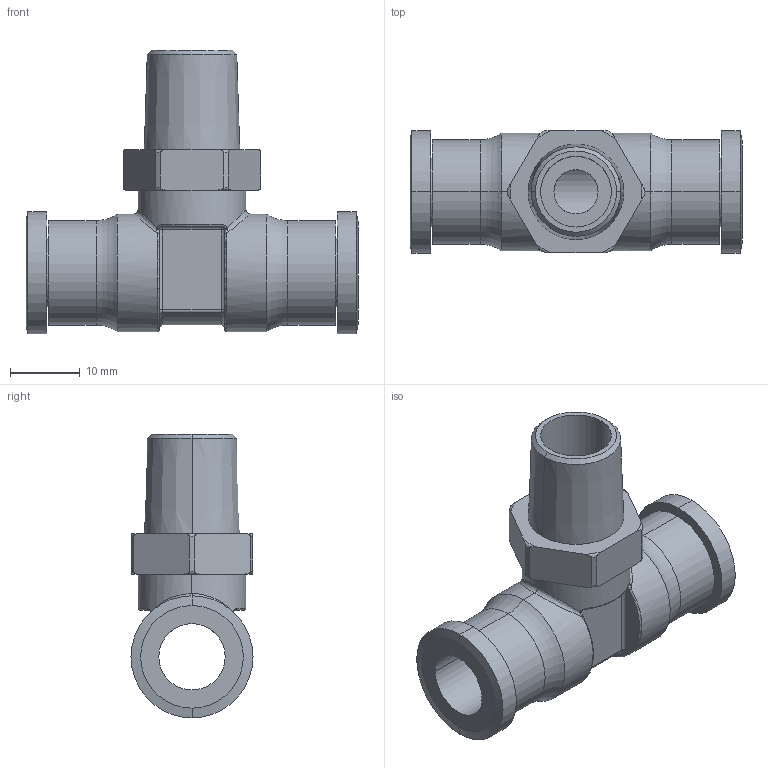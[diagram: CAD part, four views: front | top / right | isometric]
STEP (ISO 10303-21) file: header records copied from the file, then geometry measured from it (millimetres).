
FILE_DESCRIPTION((''),'2;1');
FILE_NAME('ILCP3023200','2006-11-22T',('KR'),(''),'PRO/ENGINEER BY PARAMETRIC TECHNOLOGY CORPORATION, 2005180','PRO/ENGINEER BY PARAMETRIC TECHNOLOGY CORPORATION, 2005180','');
FILE_SCHEMA(('AUTOMOTIVE_DESIGN_CC2 { 1 2 10303 214 -1 1 5 2 }'));
Length unit declared in the file: inch
Products named in the file (1): ILCP3023200
Bounding box: 47.68 x 17.53 x 40.74 mm (x, y, z)
Volume: 8218.8 mm3; surface area: 6837.8 mm2
Topology: 1 solids, 1 shells, 119 faces, 276 edges, 166 vertices
Faces by surface type: cylinder 43, torus 26, plane 22, bspline 16, cone 8, sphere 4
Entity records: 4342 total; most frequent: CARTESIAN_POINT 1584, DIRECTION 558, ORIENTED_EDGE 552, EDGE_CURVE 276, AXIS2_PLACEMENT_3D 239, VERTEX_POINT 166, CIRCLE 136, EDGE_LOOP 130
